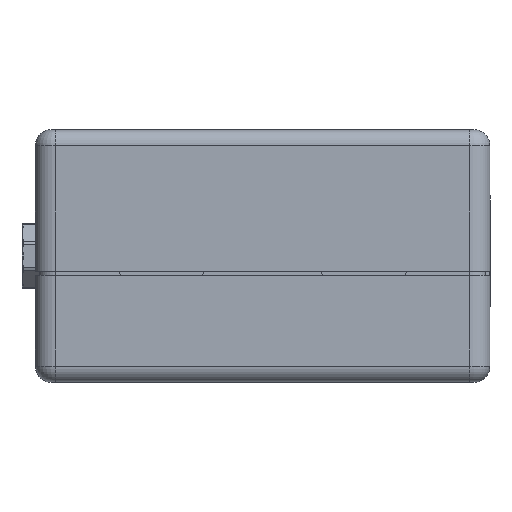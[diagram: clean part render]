
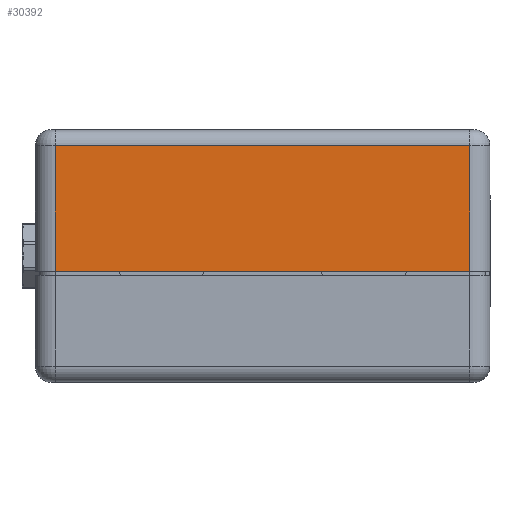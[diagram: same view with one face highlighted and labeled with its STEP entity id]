
A CAD part, left-side view. The second image highlights one B-rep face of the part: STEP entity #30392.
In plain terms, the highlighted planar face has unit normal (-1, 0, 0).
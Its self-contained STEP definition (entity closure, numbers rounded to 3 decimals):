
#263 = DIRECTION ( 'NONE',  ( 0., 0., -1. ) ) ;
#980 = CARTESIAN_POINT ( 'NONE',  ( -500., -205., -4.378 ) ) ;
#4890 = DIRECTION ( 'NONE',  ( 0., 0., 1. ) ) ;
#4980 = EDGE_CURVE ( 'Defeature completata20_51+Defeature completata20_50+Defeature completata20_97+Defeature completata20_24', #47364, #28720, #12623, .T. ) ;
#5414 = AXIS2_PLACEMENT_3D ( 'NONE', #980, #37308, #263 ) ;
#5762 = EDGE_CURVE ( 'Defeature completata20_51+Defeature completata20_24+Defeature completata20_50+Defeature completata20_52', #28720, #34520, #41419, .T. ) ;
#6014 = ORIENTED_EDGE ( 'NONE', *, *, #43926, .F. ) ;
#8265 = CARTESIAN_POINT ( 'NONE',  ( -500., -205., 104.622 ) ) ;
#9455 = CARTESIAN_POINT ( 'NONE',  ( -500., 205., -4.378 ) ) ;
#9490 = VERTEX_POINT ( 'NONE', #19423 ) ;
#12314 = VECTOR ( 'NONE', #23028, 1000. ) ;
#12328 = PLANE ( 'NONE',  #5414 ) ;
#12623 = LINE ( 'NONE', #13349, #44767 ) ;
#13349 = CARTESIAN_POINT ( 'NONE',  ( -500., -205., -4.378 ) ) ;
#13997 = CARTESIAN_POINT ( 'NONE',  ( -500., -205., -19.378 ) ) ;
#14887 = EDGE_CURVE ( 'Defeature completata20_52+Defeature completata20_51+Defeature completata20_97+Defeature completata20_25', #9490, #34520, #21290, .T. ) ;
#19423 = CARTESIAN_POINT ( 'NONE',  ( -500., 205., -19.378 ) ) ;
#21290 = LINE ( 'NONE', #9455, #36387 ) ;
#23028 = DIRECTION ( 'NONE',  ( 0., 1., 0. ) ) ;
#24765 = DIRECTION ( 'NONE',  ( 0., 1., 0. ) ) ;
#25103 = CARTESIAN_POINT ( 'NONE',  ( -500., 205., 104.622 ) ) ;
#27234 = ORIENTED_EDGE ( 'NONE', *, *, #4980, .T. ) ;
#27849 = EDGE_LOOP ( 'NONE', ( #6014, #27234, #47846, #42964 ) ) ;
#28720 = VERTEX_POINT ( 'NONE', #46703 ) ;
#30392 = ADVANCED_FACE ( 'Defeature completata20_51', ( #33420 ), #12328, .T. ) ;
#32263 = LINE ( 'NONE', #46556, #42127 ) ;
#33420 = FACE_OUTER_BOUND ( 'NONE', #27849, .T. ) ;
#34520 = VERTEX_POINT ( 'NONE', #25103 ) ;
#36387 = VECTOR ( 'NONE', #38757, 1000. ) ;
#37308 = DIRECTION ( 'NONE',  ( -1., 0., 0. ) ) ;
#38757 = DIRECTION ( 'NONE',  ( 0., 0., 1. ) ) ;
#41419 = LINE ( 'NONE', #8265, #12314 ) ;
#42127 = VECTOR ( 'NONE', #24765, 1000. ) ;
#42964 = ORIENTED_EDGE ( 'NONE', *, *, #14887, .F. ) ;
#43926 = EDGE_CURVE ( 'Defeature completata20_97+Defeature completata20_51+Defeature completata20_50+Defeature completata20_52', #47364, #9490, #32263, .T. ) ;
#44767 = VECTOR ( 'NONE', #4890, 1000. ) ;
#46556 = CARTESIAN_POINT ( 'NONE',  ( -500., -225., -19.378 ) ) ;
#46703 = CARTESIAN_POINT ( 'NONE',  ( -500., -205., 104.622 ) ) ;
#47364 = VERTEX_POINT ( 'NONE', #13997 ) ;
#47846 = ORIENTED_EDGE ( 'NONE', *, *, #5762, .T. ) ;
